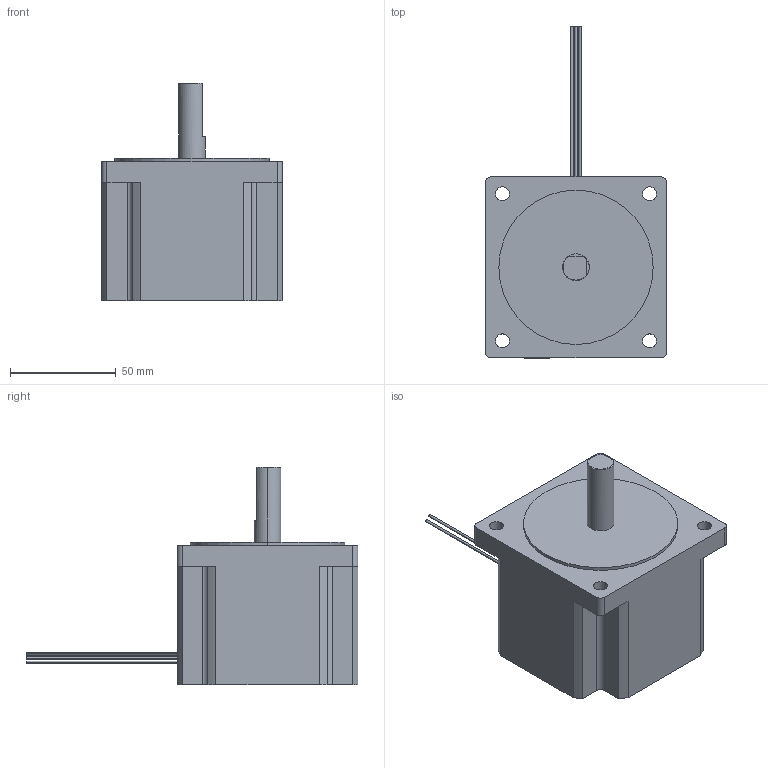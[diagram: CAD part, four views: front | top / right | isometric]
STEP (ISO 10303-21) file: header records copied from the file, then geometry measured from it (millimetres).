
FILE_DESCRIPTION (( 'STEP AP214' ), '1' );
FILE_NAME ('STP-MTRH-34066.STEP', '2014-09-22T18:16:34', ( '' ), ( '' ), 'SwSTEP 2.0', 'SolidWorks 2014', '' );
FILE_SCHEMA (( 'AUTOMOTIVE_DESIGN' ));
Length unit declared in the file: inch
Products named in the file (1): STP-MTRH-34066
Bounding box: 85.6 x 157.1 x 103.12 mm (x, y, z)
Volume: 444166.9 mm3; surface area: 39651 mm2
Topology: 1 solids, 1 shells, 67 faces, 176 edges, 117 vertices
Faces by surface type: cylinder 36, plane 28, cone 3
Entity records: 2634 total; most frequent: DIRECTION 387, CARTESIAN_POINT 369, ORIENTED_EDGE 352, EDGE_CURVE 176, AXIS2_PLACEMENT_3D 147, VERTEX_POINT 117, LINE 93, VECTOR 93
